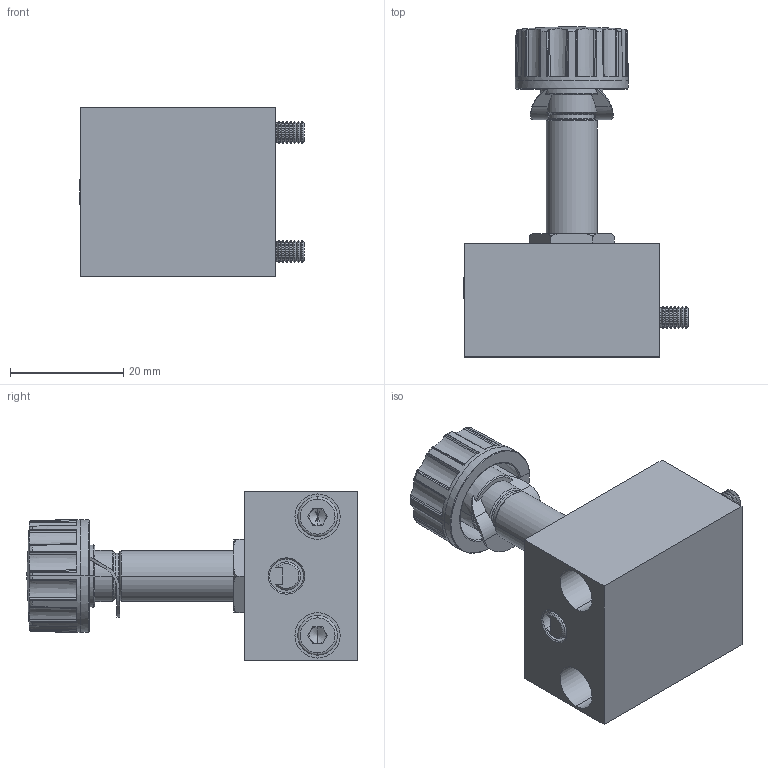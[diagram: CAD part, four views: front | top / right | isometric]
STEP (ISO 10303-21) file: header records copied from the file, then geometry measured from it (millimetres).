
FILE_DESCRIPTION (( 'STEP AP214' ), '1' );
FILE_NAME ('00_064_3.STEP', '2016-01-12T07:37:41', ( '' ), ( '' ), 'SwSTEP 2.0', 'SolidWorks 2016', '' );
FILE_SCHEMA (( 'AUTOMOTIVE_DESIGN' ));
Length unit declared in the file: millimetre
Products named in the file (1): 00_064_3
Bounding box: 39.7 x 58.4 x 30 mm (x, y, z)
Volume: 24797 mm3; surface area: 9796 mm2
Topology: 3 solids, 3 shells, 707 faces, 1880 edges, 1185 vertices
Faces by surface type: cone 334, cylinder 168, plane 157, torus 42, bspline 4, sphere 2
Entity records: 26377 total; most frequent: CARTESIAN_POINT 5254, DIRECTION 3880, ORIENTED_EDGE 3744, EDGE_CURVE 1872, AXIS2_PLACEMENT_3D 1581, VERTEX_POINT 1185, CIRCLE 877, EDGE_LOOP 725
